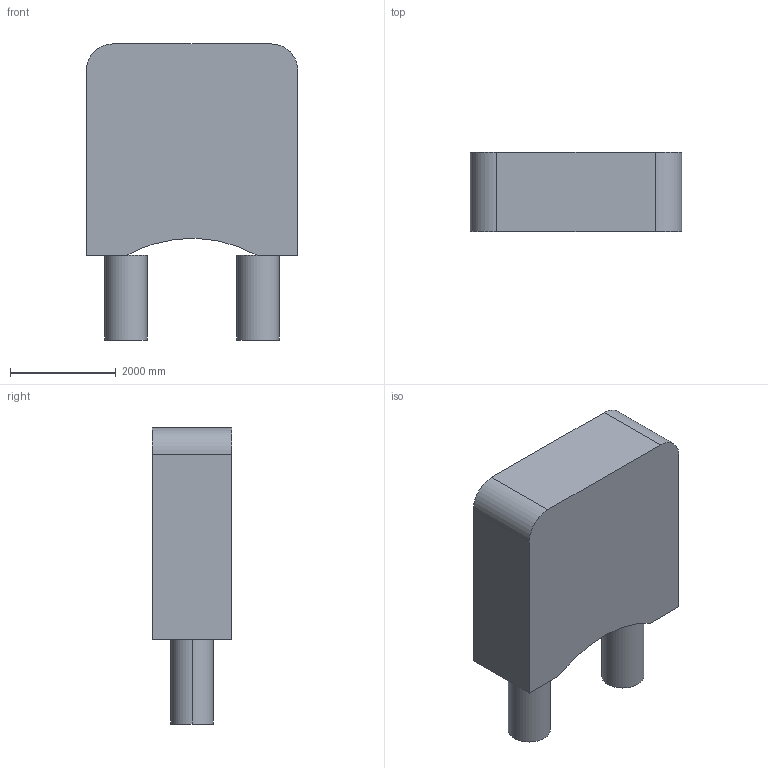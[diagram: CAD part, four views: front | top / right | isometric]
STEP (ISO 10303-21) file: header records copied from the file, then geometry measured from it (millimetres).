
FILE_DESCRIPTION(/* description */ (''),/* implementation_level */ '2;1');
FILE_NAME(/* name */ 'MJ352W-C',/* time_stamp */ '2023-10-09T10:11:34+09:00',/* author */ (''),/* organization */ (''),/* preprocessor_version */ 'ST-DEVELOPER v16.5',/* originating_system */ 'Rhino 7.24',/* authorisation */ '');
FILE_SCHEMA (('CONFIG_CONTROL_DESIGN'));
Length unit declared in the file: metre
Products named in the file (1): Document
Bounding box: 4000 x 1500 x 5600 mm (x, y, z)
Volume: 24636567912.3 mm3; surface area: 64283168.4 mm2
Topology: 3 solids, 3 shells, 18 faces, 36 edges, 24 vertices
Faces by surface type: plane 11, cylinder 7
Entity records: 500 total; most frequent: CARTESIAN_POINT 164, ORIENTED_EDGE 72, EDGE_CURVE 36, VERTEX_POINT 24, DIRECTION 22, AXIS2_PLACEMENT_3D 20, ADVANCED_FACE 18, FACE_OUTER_BOUND 18
